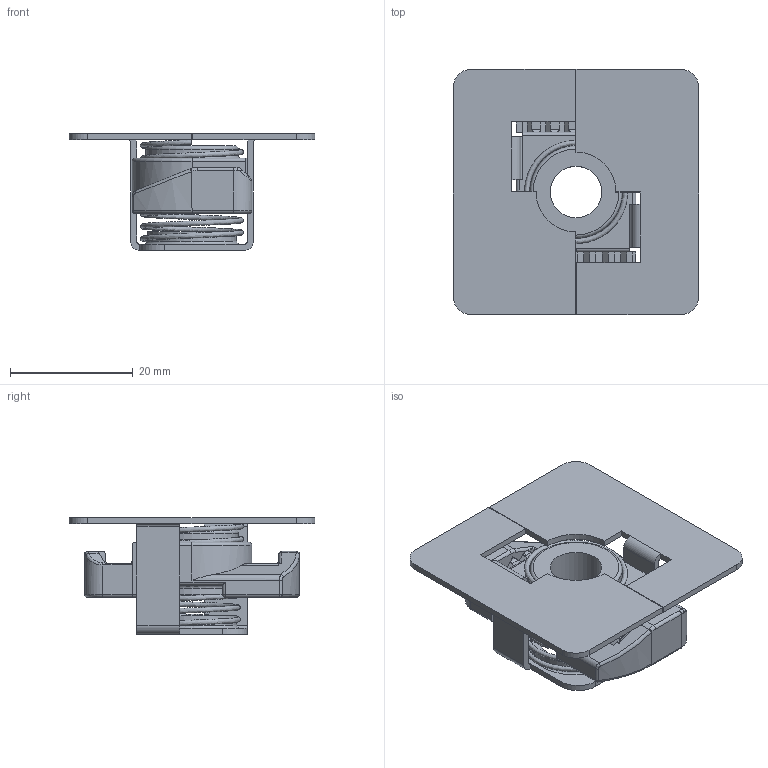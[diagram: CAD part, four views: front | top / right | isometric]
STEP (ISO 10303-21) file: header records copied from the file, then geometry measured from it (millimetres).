
FILE_DESCRIPTION((''),'2;1');
FILE_NAME('120798.stp','2010-08-09T15:23:32',('DMK009'),(''),'Autodesk Inventor 2010','Autodesk Inventor 2010','');
FILE_SCHEMA(('AUTOMOTIVE_DESIGN { 1 0 10303 214 1 1 1 1 }'));
Length unit declared in the file: millimetre
Products named in the file (1): 120798
Bounding box: 40 x 40 x 19 mm (x, y, z)
Volume: 6018.2 mm3; surface area: 6992.5 mm2
Topology: 1 solids, 1 shells, 234 faces, 624 edges, 386 vertices
Faces by surface type: plane 109, cylinder 80, bspline 22, torus 17, sphere 6
Full cylindrical faces by diameter (mm): 12.5 x1, 14.5 x1, 15 x2
Entity records: 8623 total; most frequent: CARTESIAN_POINT 2835, DIRECTION 1213, ORIENTED_EDGE 1206, EDGE_CURVE 603, AXIS2_PLACEMENT_3D 437, VERTEX_POINT 383, VECTOR 339, LINE 339
